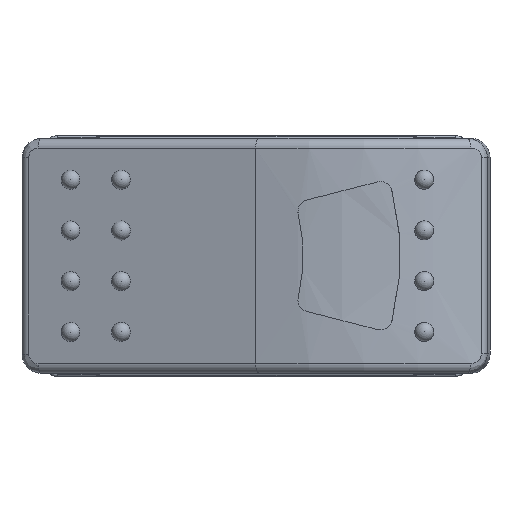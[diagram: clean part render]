
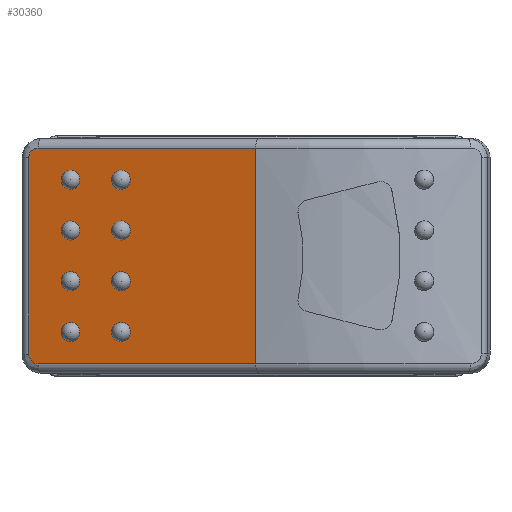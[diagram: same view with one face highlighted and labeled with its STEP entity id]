
A CAD part, top view. The second image highlights one B-rep face of the part: STEP entity #30360.
In plain terms, the highlighted planar face has unit normal (-0.294, 0, 0.956).
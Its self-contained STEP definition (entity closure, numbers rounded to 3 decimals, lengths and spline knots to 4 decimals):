
#482=FACE_BOUND('',#9804,.T.);
#483=FACE_BOUND('',#9805,.T.);
#484=FACE_BOUND('',#9806,.T.);
#485=FACE_BOUND('',#9807,.T.);
#486=FACE_BOUND('',#9808,.T.);
#487=FACE_BOUND('',#9809,.T.);
#488=FACE_BOUND('',#9810,.T.);
#489=FACE_BOUND('',#9811,.T.);
#648=ELLIPSE('',#32126,0.101,0.1);
#651=ELLIPSE('',#32134,0.101,0.1);
#1066=LINE('',#43411,#4090);
#1090=LINE('',#43687,#4114);
#1092=LINE('',#43723,#4116);
#1093=LINE('',#43725,#4117);
#4090=VECTOR('',#34513,1.);
#4114=VECTOR('',#34655,1.);
#4116=VECTOR('',#34669,1.);
#4117=VECTOR('',#34672,1.);
#7094=PLANE('',#32163);
#8090=FACE_OUTER_BOUND('',#9803,.T.);
#9803=EDGE_LOOP('',(#20996,#20997,#20998,#20999,#21000,#21001));
#9804=EDGE_LOOP('',(#21002));
#9805=EDGE_LOOP('',(#21003));
#9806=EDGE_LOOP('',(#21004));
#9807=EDGE_LOOP('',(#21005));
#9808=EDGE_LOOP('',(#21006));
#9809=EDGE_LOOP('',(#21007));
#9810=EDGE_LOOP('',(#21008));
#9811=EDGE_LOOP('',(#21009));
#11627=CIRCLE('',#32076,0.1);
#11629=CIRCLE('',#32079,0.1);
#11631=CIRCLE('',#32082,0.1);
#11633=CIRCLE('',#32085,0.1);
#11635=CIRCLE('',#32088,0.1);
#11637=CIRCLE('',#32091,0.1);
#11639=CIRCLE('',#32094,0.1);
#11641=CIRCLE('',#32097,0.1);
#12963=VERTEX_POINT('',#43408);
#12964=VERTEX_POINT('',#43410);
#12970=VERTEX_POINT('',#43472);
#12972=VERTEX_POINT('',#43477);
#12974=VERTEX_POINT('',#43482);
#12976=VERTEX_POINT('',#43487);
#12978=VERTEX_POINT('',#43492);
#12980=VERTEX_POINT('',#43497);
#12982=VERTEX_POINT('',#43502);
#12984=VERTEX_POINT('',#43507);
#13008=VERTEX_POINT('',#43677);
#13009=VERTEX_POINT('',#43679);
#13011=VERTEX_POINT('',#43713);
#13013=VERTEX_POINT('',#43717);
#16057=EDGE_CURVE('',#12963,#12964,#1066,.T.);
#16064=EDGE_CURVE('',#12970,#12970,#11627,.T.);
#16066=EDGE_CURVE('',#12972,#12972,#11629,.T.);
#16068=EDGE_CURVE('',#12974,#12974,#11631,.T.);
#16070=EDGE_CURVE('',#12976,#12976,#11633,.T.);
#16072=EDGE_CURVE('',#12978,#12978,#11635,.T.);
#16074=EDGE_CURVE('',#12980,#12980,#11637,.T.);
#16076=EDGE_CURVE('',#12982,#12982,#11639,.T.);
#16078=EDGE_CURVE('',#12984,#12984,#11641,.T.);
#16120=EDGE_CURVE('',#13008,#13009,#648,.T.);
#16124=EDGE_CURVE('',#12964,#13008,#1090,.T.);
#16128=EDGE_CURVE('',#13013,#13011,#651,.T.);
#16130=EDGE_CURVE('',#13011,#12963,#1092,.T.);
#16131=EDGE_CURVE('',#13009,#13013,#1093,.T.);
#20996=ORIENTED_EDGE('',*,*,#16120,.F.);
#20997=ORIENTED_EDGE('',*,*,#16124,.F.);
#20998=ORIENTED_EDGE('',*,*,#16057,.F.);
#20999=ORIENTED_EDGE('',*,*,#16130,.F.);
#21000=ORIENTED_EDGE('',*,*,#16128,.F.);
#21001=ORIENTED_EDGE('',*,*,#16131,.F.);
#21002=ORIENTED_EDGE('',*,*,#16072,.T.);
#21003=ORIENTED_EDGE('',*,*,#16068,.T.);
#21004=ORIENTED_EDGE('',*,*,#16066,.T.);
#21005=ORIENTED_EDGE('',*,*,#16064,.T.);
#21006=ORIENTED_EDGE('',*,*,#16078,.T.);
#21007=ORIENTED_EDGE('',*,*,#16076,.T.);
#21008=ORIENTED_EDGE('',*,*,#16070,.T.);
#21009=ORIENTED_EDGE('',*,*,#16074,.T.);
#30360=ADVANCED_FACE('',(#8090,#482,#483,#484,#485,#486,#487,#488,#489),
#7094,.T.);
#32076=AXIS2_PLACEMENT_3D('',#43473,#34523,#34524);
#32079=AXIS2_PLACEMENT_3D('',#43478,#34529,#34530);
#32082=AXIS2_PLACEMENT_3D('',#43483,#34535,#34536);
#32085=AXIS2_PLACEMENT_3D('',#43488,#34541,#34542);
#32088=AXIS2_PLACEMENT_3D('',#43493,#34547,#34548);
#32091=AXIS2_PLACEMENT_3D('',#43498,#34553,#34554);
#32094=AXIS2_PLACEMENT_3D('',#43503,#34559,#34560);
#32097=AXIS2_PLACEMENT_3D('',#43508,#34565,#34566);
#32126=AXIS2_PLACEMENT_3D('',#43680,#34644,#34645);
#32134=AXIS2_PLACEMENT_3D('',#43719,#34662,#34663);
#32163=AXIS2_PLACEMENT_3D('',#43776,#34738,#34739);
#34513=DIRECTION('',(0.,-1.,0.));
#34523=DIRECTION('center_axis',(0.295,0.,-0.956));
#34524=DIRECTION('ref_axis',(-0.956,0.,-0.295));
#34529=DIRECTION('center_axis',(0.295,0.,-0.956));
#34530=DIRECTION('ref_axis',(-0.956,0.,-0.295));
#34535=DIRECTION('center_axis',(0.295,0.,-0.956));
#34536=DIRECTION('ref_axis',(-0.956,0.,-0.295));
#34541=DIRECTION('center_axis',(0.295,0.,-0.956));
#34542=DIRECTION('ref_axis',(-0.956,0.,-0.295));
#34547=DIRECTION('center_axis',(0.295,0.,-0.956));
#34548=DIRECTION('ref_axis',(-0.956,0.,-0.295));
#34553=DIRECTION('center_axis',(0.295,0.,-0.956));
#34554=DIRECTION('ref_axis',(-0.956,0.,-0.295));
#34559=DIRECTION('center_axis',(0.295,0.,-0.956));
#34560=DIRECTION('ref_axis',(-0.956,0.,-0.295));
#34565=DIRECTION('center_axis',(0.295,0.,-0.956));
#34566=DIRECTION('ref_axis',(-0.956,0.,-0.295));
#34644=DIRECTION('center_axis',(0.295,0.,-0.956));
#34645=DIRECTION('ref_axis',(-0.956,0.,-0.295));
#34655=DIRECTION('',(-0.956,0.,-0.295));
#34662=DIRECTION('center_axis',(0.295,0.,-0.956));
#34663=DIRECTION('ref_axis',(-0.956,0.,-0.295));
#34669=DIRECTION('',(0.956,0.,0.295));
#34672=DIRECTION('',(0.,1.,0.));
#34738=DIRECTION('center_axis',(-0.295,0.,0.956));
#34739=DIRECTION('ref_axis',(0.,-1.,0.));
#43408=CARTESIAN_POINT('',(-0.0082,1.125,4.1794));
#43410=CARTESIAN_POINT('',(-0.0082,-1.125,4.1794));
#43411=CARTESIAN_POINT('',(-0.0082,0.,4.1794));
#43472=CARTESIAN_POINT('',(-2.034,0.795,3.555));
#43473=CARTESIAN_POINT('Origin',(-1.9385,0.795,3.5844));
#43477=CARTESIAN_POINT('',(-1.5084,0.795,3.717));
#43478=CARTESIAN_POINT('Origin',(-1.4129,0.795,3.7464));
#43482=CARTESIAN_POINT('',(-1.5084,0.265,3.717));
#43483=CARTESIAN_POINT('Origin',(-1.4129,0.265,3.7464));
#43487=CARTESIAN_POINT('',(-1.5084,-0.265,3.717));
#43488=CARTESIAN_POINT('Origin',(-1.4129,-0.265,3.7464));
#43492=CARTESIAN_POINT('',(-1.5084,-0.795,3.717));
#43493=CARTESIAN_POINT('Origin',(-1.4129,-0.795,3.7464));
#43497=CARTESIAN_POINT('',(-2.034,-0.795,3.555));
#43498=CARTESIAN_POINT('Origin',(-1.9385,-0.795,3.5844));
#43502=CARTESIAN_POINT('',(-2.034,-0.265,3.555));
#43503=CARTESIAN_POINT('Origin',(-1.9385,-0.265,3.5844));
#43507=CARTESIAN_POINT('',(-2.034,0.265,3.555));
#43508=CARTESIAN_POINT('Origin',(-1.9385,0.265,3.5844));
#43677=CARTESIAN_POINT('',(-2.2811,-1.125,3.4788));
#43679=CARTESIAN_POINT('',(-2.3776,-1.025,3.4491));
#43680=CARTESIAN_POINT('Origin',(-2.2811,-1.025,3.4788));
#43687=CARTESIAN_POINT('',(-1.3212,-1.125,3.7747));
#43713=CARTESIAN_POINT('',(-2.2811,1.125,3.4788));
#43717=CARTESIAN_POINT('',(-2.3776,1.025,3.4491));
#43719=CARTESIAN_POINT('Origin',(-2.2811,1.025,3.4788));
#43723=CARTESIAN_POINT('',(-1.3212,1.125,3.7747));
#43725=CARTESIAN_POINT('',(-2.3776,0.,3.4491));
#43776=CARTESIAN_POINT('Origin',(-2.4605,0.,3.4235));
